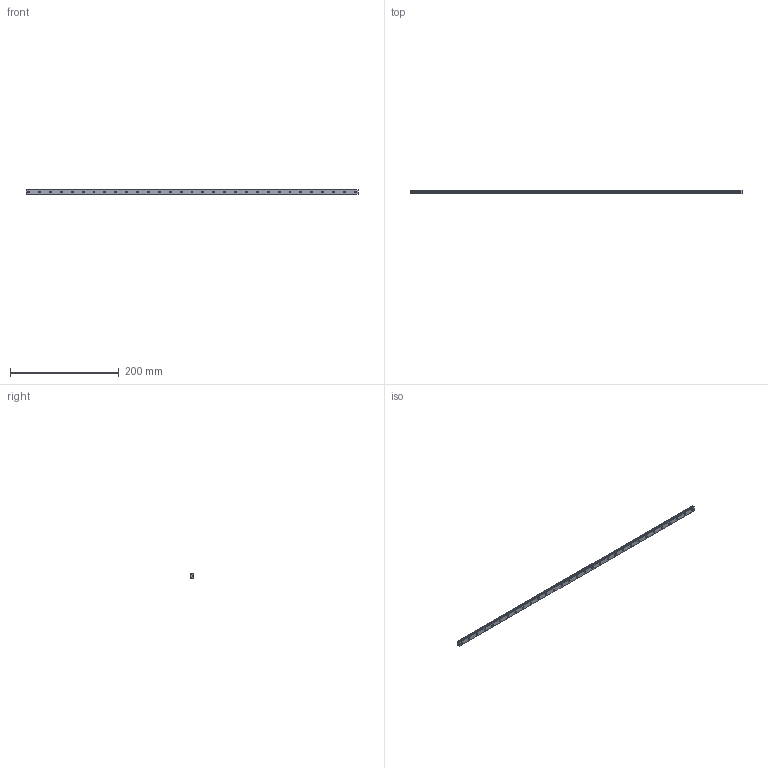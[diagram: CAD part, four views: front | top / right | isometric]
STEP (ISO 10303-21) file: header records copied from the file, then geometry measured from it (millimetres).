
FILE_DESCRIPTION (( 'STEP AP214' ), '1' );
FILE_NAME ('SRS9XGMSS-610LM_G5_0_0_0_0_0_1.STEP', '2021-08-13T09:27:04', ( '' ), ( '' ), 'SwSTEP 2.0', 'SolidWorks 2021', '' );
FILE_SCHEMA (( 'AUTOMOTIVE_DESIGN' ));
Length unit declared in the file: millimetre
Products named in the file (2): _SRS9XGM6105 Track; SRS9XGMSS-610LM_G5_0_0_0_0_0_1
Assembly tree (1 placements, depth 2):
  SRS9XGMSS-610LM_G5_0_0_0_0_0_1
    _SRS9XGM6105 Track
Bounding box: 610 x 5.5 x 9 mm (x, y, z)
Volume: 24251.9 mm3; surface area: 19710.8 mm2
Topology: 1 solids, 1 shells, 184 faces, 453 edges, 302 vertices
Faces by surface type: cylinder 137, plane 47
Entity records: 5781 total; most frequent: DIRECTION 1103, CARTESIAN_POINT 943, ORIENTED_EDGE 906, AXIS2_PLACEMENT_3D 462, EDGE_CURVE 453, VERTEX_POINT 302, EDGE_LOOP 277, CIRCLE 274
